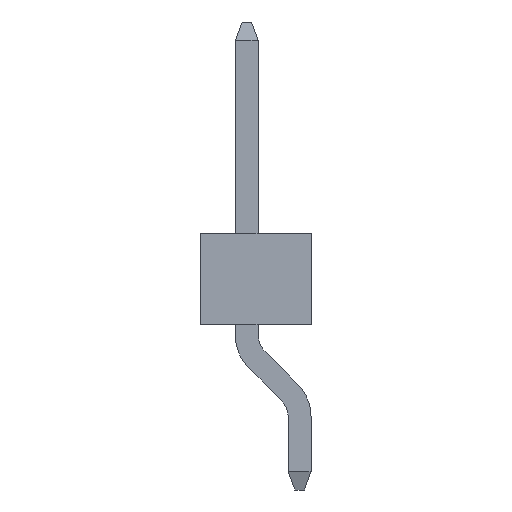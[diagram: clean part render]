
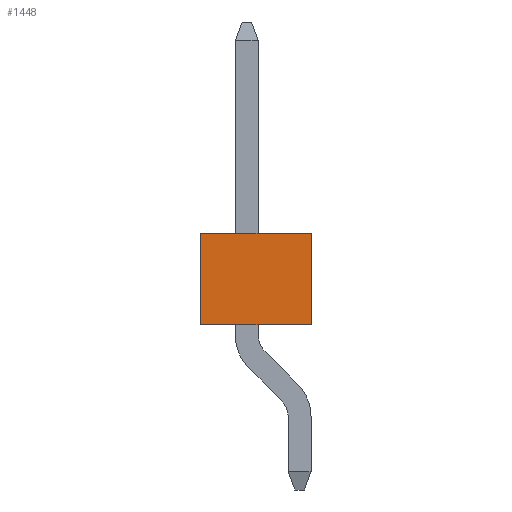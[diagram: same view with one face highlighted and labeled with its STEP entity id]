
A CAD part, left-side view. The second image highlights one B-rep face of the part: STEP entity #1448.
In plain terms, the highlighted planar face has unit normal (-1, 0, 0).
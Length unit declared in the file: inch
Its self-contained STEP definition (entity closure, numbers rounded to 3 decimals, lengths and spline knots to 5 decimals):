
#1448 = ADVANCED_FACE( '', ( #3050 ), #3051, .F. );
#3050 = FACE_OUTER_BOUND( '', #4812, .T. );
#3051 = PLANE( '', #4813 );
#4812 = EDGE_LOOP( '', ( #9274, #9275, #9276, #9277 ) );
#4813 = AXIS2_PLACEMENT_3D( '', #9278, #9279, #9280 );
#9274 = ORIENTED_EDGE( '', *, *, #11651, .T. );
#9275 = ORIENTED_EDGE( '', *, *, #11367, .F. );
#9276 = ORIENTED_EDGE( '', *, *, #11911, .F. );
#9277 = ORIENTED_EDGE( '', *, *, #12631, .T. );
#9278 = CARTESIAN_POINT( '', ( -0.8, 0.06, 0.05 ) );
#9279 = DIRECTION( '', ( 1., 0., 0. ) );
#9280 = DIRECTION( '', ( 0., 0., -1. ) );
#11367 = EDGE_CURVE( '', #13970, #13972, #13973, .T. );
#11651 = EDGE_CURVE( '', #14438, #13972, #14439, .T. );
#11911 = EDGE_CURVE( '', #14828, #13970, #14830, .T. );
#12631 = EDGE_CURVE( '', #14828, #14438, #15763, .T. );
#13970 = VERTEX_POINT( '', #17579 );
#13972 = VERTEX_POINT( '', #17582 );
#13973 = LINE( '', #17583, #17584 );
#14438 = VERTEX_POINT( '', #18270 );
#14439 = LINE( '', #18271, #18272 );
#14828 = VERTEX_POINT( '', #18841 );
#14830 = LINE( '', #18844, #18845 );
#15763 = LINE( '', #20254, #20255 );
#17579 = CARTESIAN_POINT( '', ( -0.8, -0.06, 0.05 ) );
#17582 = CARTESIAN_POINT( '', ( -0.8, -0.06, -0.05 ) );
#17583 = CARTESIAN_POINT( '', ( -0.8, -0.06, 0.05 ) );
#17584 = VECTOR( '', #21261, 39.37008 );
#18270 = CARTESIAN_POINT( '', ( -0.8, 0.06, -0.05 ) );
#18271 = CARTESIAN_POINT( '', ( -0.8, 0.06, -0.05 ) );
#18272 = VECTOR( '', #21528, 39.37008 );
#18841 = CARTESIAN_POINT( '', ( -0.8, 0.06, 0.05 ) );
#18844 = CARTESIAN_POINT( '', ( -0.8, 0.06, 0.05 ) );
#18845 = VECTOR( '', #21773, 39.37008 );
#20254 = CARTESIAN_POINT( '', ( -0.8, 0.06, 0.05 ) );
#20255 = VECTOR( '', #22373, 39.37008 );
#21261 = DIRECTION( '', ( 0., 0., -1. ) );
#21528 = DIRECTION( '', ( 0., -1., 0. ) );
#21773 = DIRECTION( '', ( 0., -1., 0. ) );
#22373 = DIRECTION( '', ( 0., 0., -1. ) );
